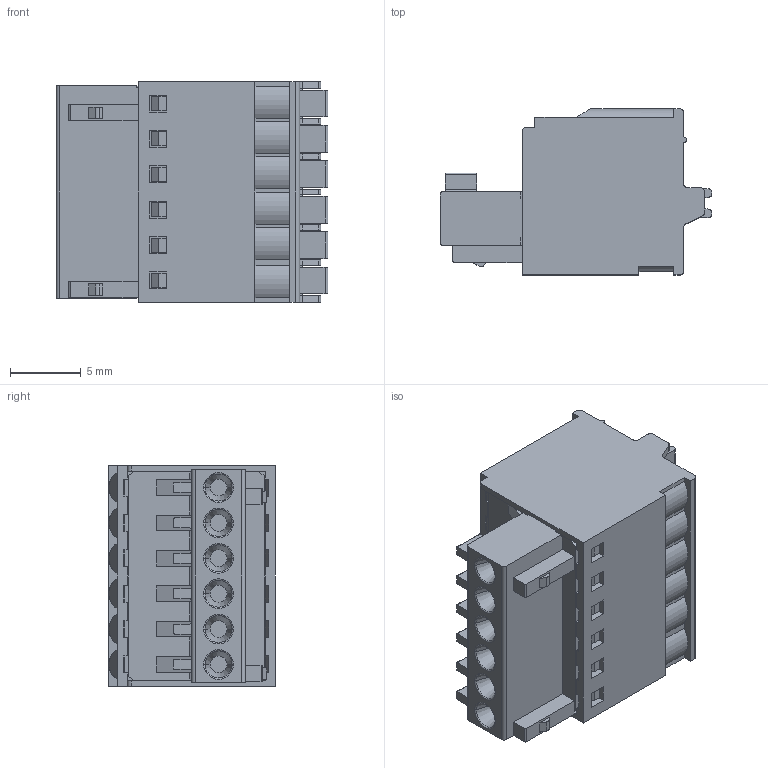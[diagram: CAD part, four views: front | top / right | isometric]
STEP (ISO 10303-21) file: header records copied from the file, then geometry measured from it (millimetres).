
FILE_DESCRIPTION((''),'2;1');
FILE_NAME('TLPS-006-03P','2024-09-14T',('sheji'),(''),'PRO/ENGINEER BY PARAMETRIC TECHNOLOGY CORPORATION, 2015240','PRO/ENGINEER BY PARAMETRIC TECHNOLOGY CORPORATION, 2015240','');
FILE_SCHEMA(('CONFIG_CONTROL_DESIGN'));
Length unit declared in the file: millimetre
Products named in the file (1): TLPS-006-03P
Bounding box: 19.2 x 11.75 x 15.6 mm (x, y, z)
Volume: 2191.8 mm3; surface area: 1930.9 mm2
Topology: 1 solids, 6 shells, 714 faces, 1942 edges, 1282 vertices
Faces by surface type: plane 512, cylinder 154, cone 30, torus 12, sphere 6
Entity records: 22776 total; most frequent: CARTESIAN_POINT 4382, ORIENTED_EDGE 3884, DIRECTION 3724, EDGE_CURVE 1942, VECTOR 1516, LINE 1516, VERTEX_POINT 1282, AXIS2_PLACEMENT_3D 1104
